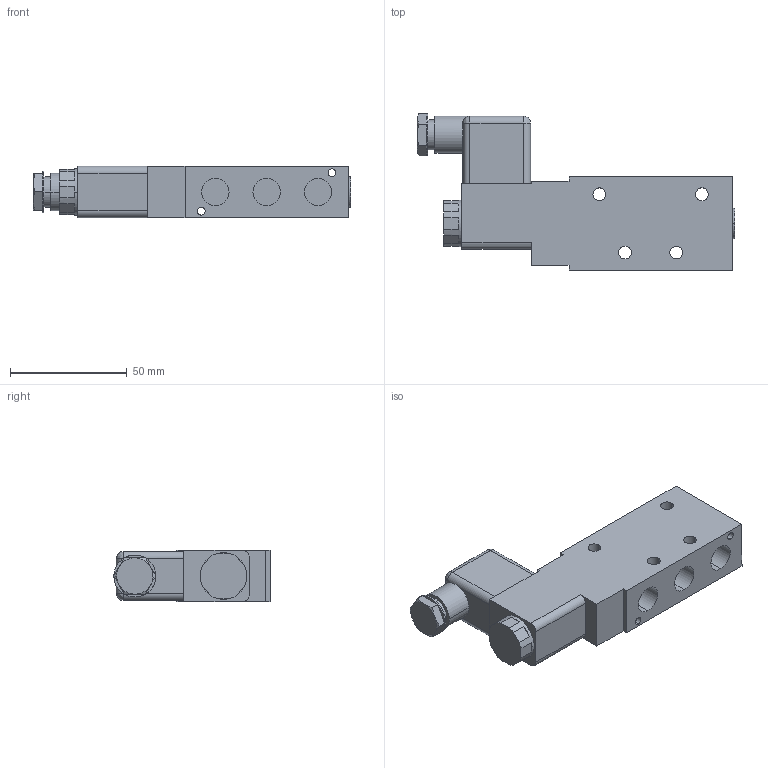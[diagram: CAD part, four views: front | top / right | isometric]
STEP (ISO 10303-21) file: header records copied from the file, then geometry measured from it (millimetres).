
FILE_DESCRIPTION (( 'STEP AP203' ), '1' );
FILE_NAME ('MH.510.701GTT.STEP', '2018-11-22T16:35:50', ( '' ), ( '' ), 'SwSTEP 2.0', 'SolidWorks 2013', '' );
FILE_SCHEMA (( 'CONFIG_CONTROL_DESIGN' ));
Length unit declared in the file: millimetre
Products named in the file (1): MH.510.701GTT
Bounding box: 136 x 67 x 22 mm (x, y, z)
Volume: 106906.4 mm3; surface area: 24195.2 mm2
Topology: 2 solids, 2 shells, 133 faces, 317 edges, 200 vertices
Faces by surface type: plane 71, cylinder 54, cone 4, bspline 4
Entity records: 4048 total; most frequent: CARTESIAN_POINT 807, DIRECTION 693, ORIENTED_EDGE 626, EDGE_CURVE 313, AXIS2_PLACEMENT_3D 264, VERTEX_POINT 200, VECTOR 165, LINE 165
